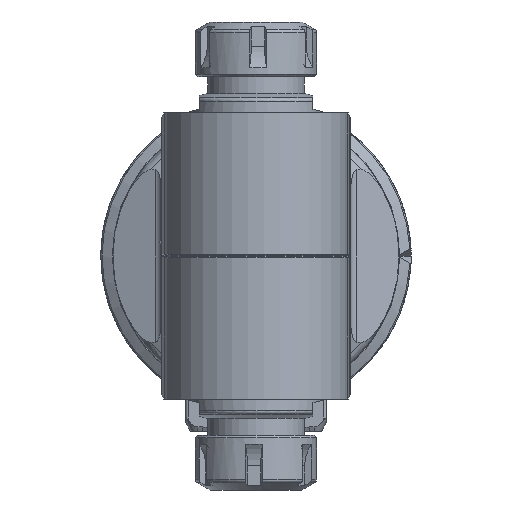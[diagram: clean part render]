
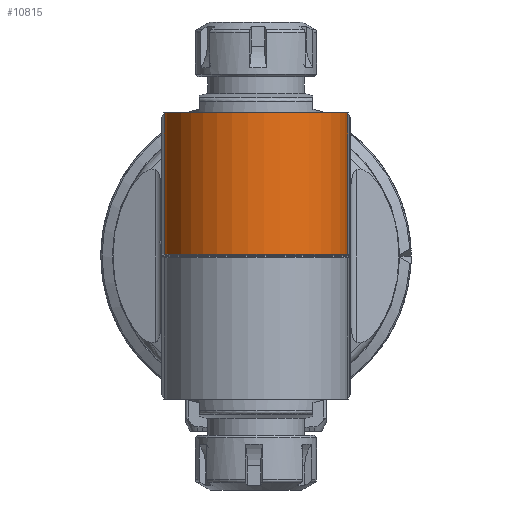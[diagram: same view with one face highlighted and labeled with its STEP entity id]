
A CAD part, front view. The second image highlights one B-rep face of the part: STEP entity #10815.
In plain terms, the highlighted cylindrical face has radius 38 mm (diameter 76 mm), a partial arc.
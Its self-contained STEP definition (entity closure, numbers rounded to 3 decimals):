
#1086=FACE_OUTER_BOUND('',#1768,.T.);
#1768=EDGE_LOOP('',(#7456,#7457,#7458,#7459));
#2535=LINE('',#16680,#3222);
#2542=LINE('',#16710,#3229);
#3222=VECTOR('',#12974,58.334);
#3229=VECTOR('',#13011,58.334);
#3926=CIRCLE('',#11604,38.);
#3927=CIRCLE('',#11606,38.);
#4565=VERTEX_POINT('',#16677);
#4566=VERTEX_POINT('',#16679);
#4573=VERTEX_POINT('',#16703);
#4574=VERTEX_POINT('',#16708);
#5702=EDGE_CURVE('',#4566,#4565,#2535,.T.);
#5714=EDGE_CURVE('',#4566,#4573,#3926,.T.);
#5717=EDGE_CURVE('',#4574,#4565,#3927,.T.);
#5718=EDGE_CURVE('',#4574,#4573,#2542,.T.);
#7456=ORIENTED_EDGE('',*,*,#5714,.F.);
#7457=ORIENTED_EDGE('',*,*,#5702,.T.);
#7458=ORIENTED_EDGE('',*,*,#5717,.F.);
#7459=ORIENTED_EDGE('',*,*,#5718,.T.);
#10621=CYLINDRICAL_SURFACE('',#11605,38.);
#10815=ADVANCED_FACE('',(#1086),#10621,.T.);
#11604=AXIS2_PLACEMENT_3D('',#16704,#13003,#13004);
#11605=AXIS2_PLACEMENT_3D('',#16707,#13007,#13008);
#11606=AXIS2_PLACEMENT_3D('',#16709,#13009,#13010);
#12974=DIRECTION('',(0.,-1.,0.));
#13003=DIRECTION('center_axis',(0.,1.,0.));
#13004=DIRECTION('ref_axis',(0.087,0.,0.996));
#13007=DIRECTION('center_axis',(0.,1.,0.));
#13008=DIRECTION('ref_axis',(1.,0.,0.));
#13009=DIRECTION('center_axis',(0.,-1.,0.));
#13010=DIRECTION('ref_axis',(1.,0.,0.));
#13011=DIRECTION('',(0.,1.,0.));
#16677=CARTESIAN_POINT('',(113.312,-59.,37.855));
#16679=CARTESIAN_POINT('',(113.312,-0.666,37.855));
#16680=CARTESIAN_POINT('',(113.312,-0.666,37.855));
#16703=CARTESIAN_POINT('',(113.312,-0.666,-37.855));
#16704=CARTESIAN_POINT('Origin',(110.,-0.666,0.));
#16707=CARTESIAN_POINT('Origin',(110.,-70.8,0.));
#16708=CARTESIAN_POINT('',(113.312,-59.,-37.855));
#16709=CARTESIAN_POINT('Origin',(110.,-59.,0.));
#16710=CARTESIAN_POINT('',(113.312,-59.,-37.855));
